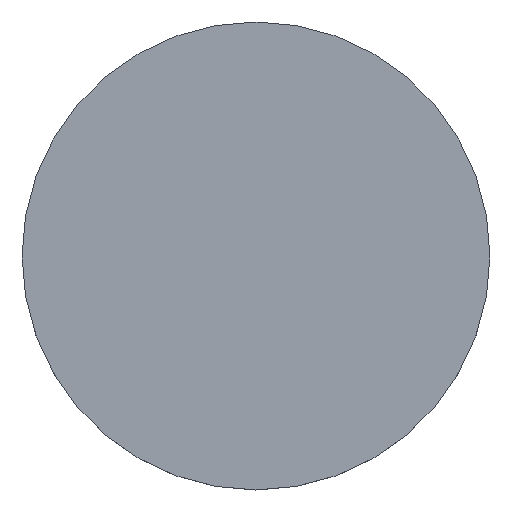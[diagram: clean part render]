
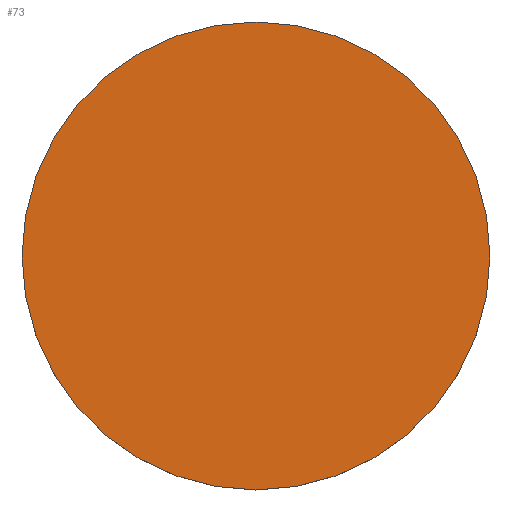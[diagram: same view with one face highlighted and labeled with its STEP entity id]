
A CAD part, top view. The second image highlights one B-rep face of the part: STEP entity #73.
In plain terms, the highlighted planar face has unit normal (0, 0, 1).
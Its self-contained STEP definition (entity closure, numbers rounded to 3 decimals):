
#2 = DIRECTION ( 'NONE',  ( 0., 0., 1. ) ) ;
#3 = ORIENTED_EDGE ( 'NONE', *, *, #18, .F. ) ;
#18 = EDGE_CURVE ( 'NONE', #141, #155, #80, .T. ) ;
#34 = EDGE_LOOP ( 'NONE', ( #114, #3 ) ) ;
#37 = PLANE ( 'NONE',  #210 ) ;
#46 = DIRECTION ( 'NONE',  ( 1., 0., 0. ) ) ;
#48 = CARTESIAN_POINT ( 'NONE',  ( 0., 0., 2. ) ) ;
#56 = CARTESIAN_POINT ( 'NONE',  ( 12.7, 0., 2. ) ) ;
#73 = ADVANCED_FACE ( 'NONE', ( #130 ), #37, .T. ) ;
#80 = CIRCLE ( 'NONE', #103, 12.7 ) ;
#84 = DIRECTION ( 'NONE',  ( 0., 0., -1. ) ) ;
#91 = DIRECTION ( 'NONE',  ( 1., 0., 0. ) ) ;
#98 = CIRCLE ( 'NONE', #176, 12.7 ) ;
#103 = AXIS2_PLACEMENT_3D ( 'NONE', #48, #84, #46 ) ;
#106 = DIRECTION ( 'NONE',  ( 1., 0., 0. ) ) ;
#114 = ORIENTED_EDGE ( 'NONE', *, *, #158, .F. ) ;
#130 = FACE_OUTER_BOUND ( 'NONE', #34, .T. ) ;
#141 = VERTEX_POINT ( 'NONE', #203 ) ;
#155 = VERTEX_POINT ( 'NONE', #56 ) ;
#158 = EDGE_CURVE ( 'NONE', #155, #141, #98, .T. ) ;
#176 = AXIS2_PLACEMENT_3D ( 'NONE', #202, #223, #106 ) ;
#202 = CARTESIAN_POINT ( 'NONE',  ( 0., 0., 2. ) ) ;
#203 = CARTESIAN_POINT ( 'NONE',  ( -12.7, 0., 2. ) ) ;
#210 = AXIS2_PLACEMENT_3D ( 'NONE', #221, #2, #91 ) ;
#221 = CARTESIAN_POINT ( 'NONE',  ( 0., 26.112, 2. ) ) ;
#223 = DIRECTION ( 'NONE',  ( 0., 0., -1. ) ) ;
